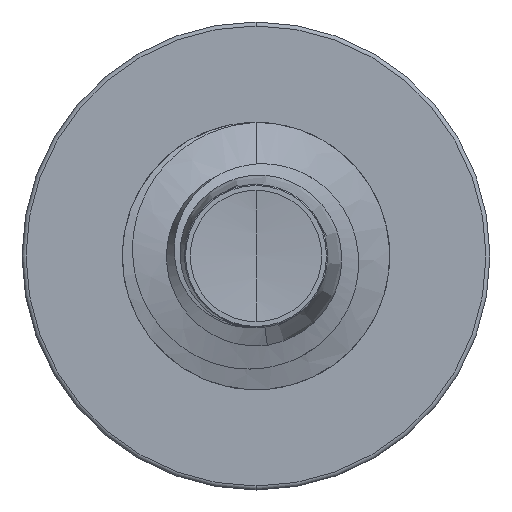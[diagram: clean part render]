
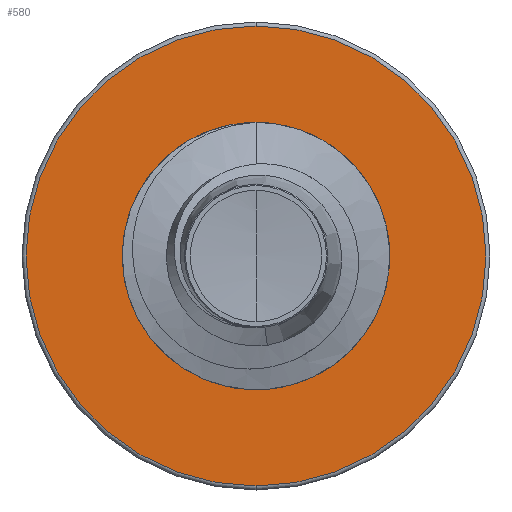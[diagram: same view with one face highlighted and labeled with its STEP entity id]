
A CAD part, front view. The second image highlights one B-rep face of the part: STEP entity #580.
In plain terms, the highlighted planar face has unit normal (0, -1, 0).
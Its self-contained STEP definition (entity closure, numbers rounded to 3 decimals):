
#542 = AXIS2_PLACEMENT_3D ( 'NONE', #5278, #5257, #5249 ) ;
#580 = ADVANCED_FACE ( 'NONE', ( #8214, #4551 ), #9176, .F. ) ;
#590 = CARTESIAN_POINT ( 'NONE',  ( 0., 11., 5.16 ) ) ;
#606 = AXIS2_PLACEMENT_3D ( 'NONE', #11182, #11167, #11156 ) ;
#785 = AXIS2_PLACEMENT_3D ( 'NONE', #11794, #11739, #11582 ) ;
#851 = DIRECTION ( 'NONE',  ( 0., 0., 1. ) ) ;
#867 = DIRECTION ( 'NONE',  ( 0., 1., 0. ) ) ;
#869 = CARTESIAN_POINT ( 'NONE',  ( 0., 11., 0. ) ) ;
#1038 = EDGE_LOOP ( 'NONE', ( #12046, #11113 ) ) ;
#1275 = AXIS2_PLACEMENT_3D ( 'NONE', #869, #867, #851 ) ;
#1533 = CARTESIAN_POINT ( 'NONE',  ( 0., 11., 2.842 ) ) ;
#1755 = CARTESIAN_POINT ( 'NONE',  ( 0., 11., -2.842 ) ) ;
#1828 = CIRCLE ( 'NONE', #542, 2.842 ) ;
#2744 = VERTEX_POINT ( 'NONE', #3945 ) ;
#3945 = CARTESIAN_POINT ( 'NONE',  ( 0., 11., -5.16 ) ) ;
#4486 = VERTEX_POINT ( 'NONE', #1755 ) ;
#4551 = FACE_BOUND ( 'NONE', #13799, .T. ) ;
#5249 = DIRECTION ( 'NONE',  ( 0., 0., 1. ) ) ;
#5257 = DIRECTION ( 'NONE',  ( 0., 1., 0. ) ) ;
#5278 = CARTESIAN_POINT ( 'NONE',  ( 0., 11., 0. ) ) ;
#8214 = FACE_OUTER_BOUND ( 'NONE', #1038, .T. ) ;
#8255 = DIRECTION ( 'NONE',  ( 0., 0., 1. ) ) ;
#8614 = CARTESIAN_POINT ( 'NONE',  ( 0., 11., -2.842 ) ) ;
#8914 = CIRCLE ( 'NONE', #606, 5.16 ) ;
#9043 = DIRECTION ( 'NONE',  ( 0., 1., 0. ) ) ;
#9176 = PLANE ( 'NONE',  #12266 ) ;
#10500 = CIRCLE ( 'NONE', #785, 5.16 ) ;
#10827 = VERTEX_POINT ( 'NONE', #1533 ) ;
#10895 = CIRCLE ( 'NONE', #1275, 2.842 ) ;
#11113 = ORIENTED_EDGE ( 'NONE', *, *, #13069, .F. ) ;
#11156 = DIRECTION ( 'NONE',  ( 0., 0., 1. ) ) ;
#11167 = DIRECTION ( 'NONE',  ( 0., 1., 0. ) ) ;
#11182 = CARTESIAN_POINT ( 'NONE',  ( 0., 11., 0. ) ) ;
#11525 = VERTEX_POINT ( 'NONE', #590 ) ;
#11582 = DIRECTION ( 'NONE',  ( 0., 0., 1. ) ) ;
#11739 = DIRECTION ( 'NONE',  ( 0., 1., 0. ) ) ;
#11794 = CARTESIAN_POINT ( 'NONE',  ( 0., 11., 0. ) ) ;
#12046 = ORIENTED_EDGE ( 'NONE', *, *, #12924, .F. ) ;
#12174 = ORIENTED_EDGE ( 'NONE', *, *, #13111, .T. ) ;
#12220 = ORIENTED_EDGE ( 'NONE', *, *, #12537, .T. ) ;
#12266 = AXIS2_PLACEMENT_3D ( 'NONE', #8614, #9043, #8255 ) ;
#12537 = EDGE_CURVE ( 'NONE', #4486, #10827, #10895, .T. ) ;
#12924 = EDGE_CURVE ( 'NONE', #11525, #2744, #10500, .T. ) ;
#13069 = EDGE_CURVE ( 'NONE', #2744, #11525, #8914, .T. ) ;
#13111 = EDGE_CURVE ( 'NONE', #10827, #4486, #1828, .T. ) ;
#13799 = EDGE_LOOP ( 'NONE', ( #12174, #12220 ) ) ;
